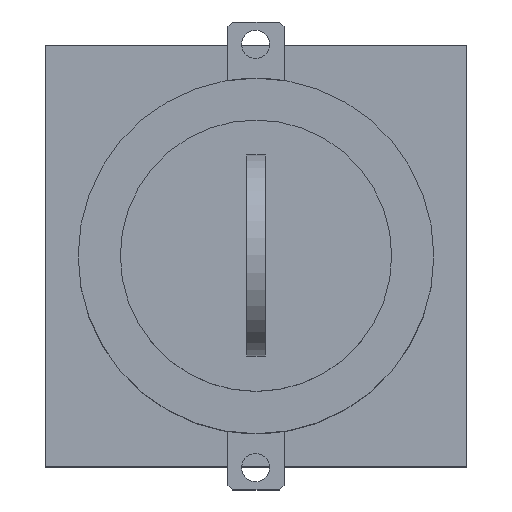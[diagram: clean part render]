
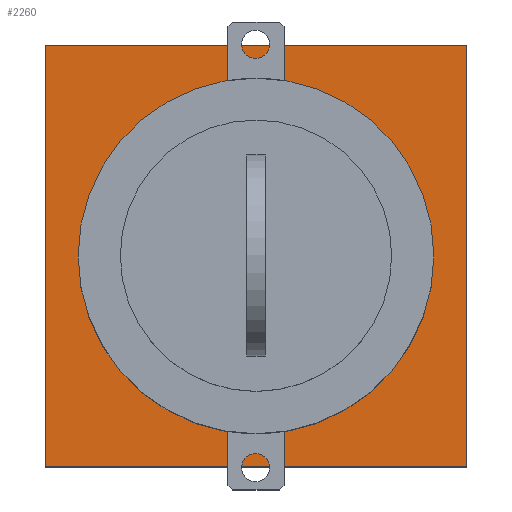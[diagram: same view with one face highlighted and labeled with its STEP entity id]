
A CAD part, top view. The second image highlights one B-rep face of the part: STEP entity #2260.
In plain terms, the highlighted free-form (B-spline) face has degree [1, 1] with [2, 2] control points.
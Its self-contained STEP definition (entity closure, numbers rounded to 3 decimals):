
#2221=CARTESIAN_POINT('',(0.0,-22.5,20.5));
#2222=CARTESIAN_POINT('',(45.,-22.5,20.5));
#2223=CARTESIAN_POINT('',(0.0,22.5,20.5));
#2224=CARTESIAN_POINT('',(45.,22.5,20.5));
#2225=B_SPLINE_SURFACE_WITH_KNOTS('',1,1,((#2221,#2223),(#2222,#2224)),.UNSPECIFIED.,.F.,.F.,.U.,(2,2),(2,2),(0.0,45.),(0.0,45.0),.UNSPECIFIED.);
#2226=CARTESIAN_POINT('',(45.,22.5,20.5));
#2227=VERTEX_POINT('',#2226);
#2228=CARTESIAN_POINT('',(45.,-22.5,20.5));
#2229=VERTEX_POINT('',#2228);
#2230=CARTESIAN_POINT('',(45.,22.5,20.5));
#2231=DIRECTION('',(0.0,-1.0,0.0));
#2232=VECTOR('',#2231,45.0);
#2233=LINE('',#2230,#2232);
#2234=EDGE_CURVE('',#2227,#2229,#2233,.T.);
#2235=ORIENTED_EDGE('',*,*,#2234,.F.);
#2236=CARTESIAN_POINT('',(0.0,22.5,20.5));
#2237=VERTEX_POINT('',#2236);
#2238=CARTESIAN_POINT('',(0.0,22.5,20.5));
#2239=DIRECTION('',(1.0,0.0,0.0));
#2240=VECTOR('',#2239,45.);
#2241=LINE('',#2238,#2240);
#2242=EDGE_CURVE('',#2237,#2227,#2241,.T.);
#2243=ORIENTED_EDGE('',*,*,#2242,.F.);
#2244=CARTESIAN_POINT('',(0.0,-22.5,20.5));
#2245=VERTEX_POINT('',#2244);
#2246=CARTESIAN_POINT('',(0.0,-22.5,20.5));
#2247=DIRECTION('',(0.0,1.0,0.0));
#2248=VECTOR('',#2247,45.0);
#2249=LINE('',#2246,#2248);
#2250=EDGE_CURVE('',#2245,#2237,#2249,.T.);
#2251=ORIENTED_EDGE('',*,*,#2250,.F.);
#2252=CARTESIAN_POINT('',(45.,-22.5,20.5));
#2253=DIRECTION('',(-1.0,0.0,0.0));
#2254=VECTOR('',#2253,45.);
#2255=LINE('',#2252,#2254);
#2256=EDGE_CURVE('',#2229,#2245,#2255,.T.);
#2257=ORIENTED_EDGE('',*,*,#2256,.F.);
#2258=EDGE_LOOP('',(#2235,#2243,#2251,#2257));
#2259=FACE_OUTER_BOUND('',#2258,.T.);
#2260=ADVANCED_FACE('',(#2259),#2225,.T.);
